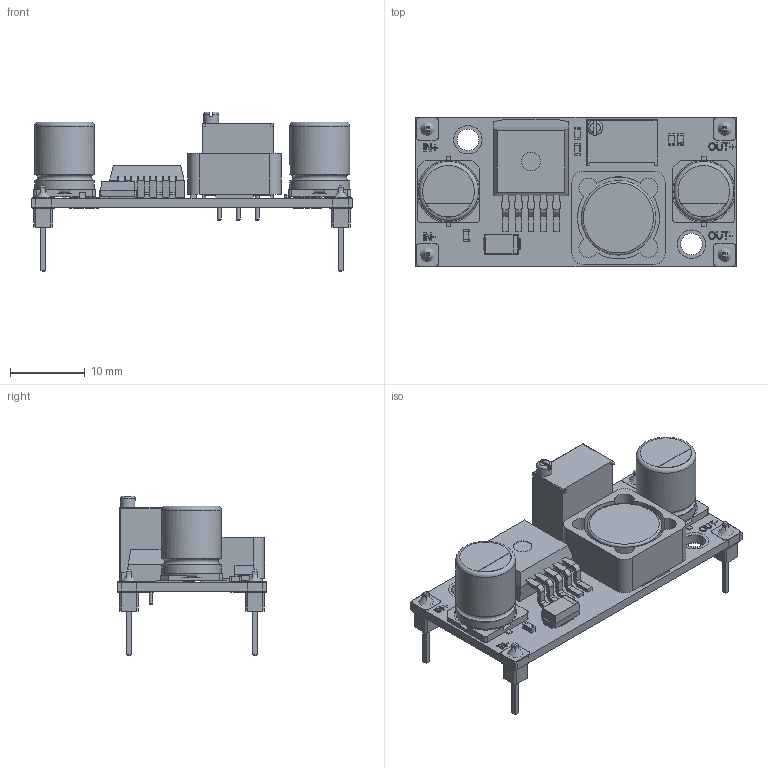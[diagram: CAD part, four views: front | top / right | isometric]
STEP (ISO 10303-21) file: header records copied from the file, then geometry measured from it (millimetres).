
FILE_DESCRIPTION(('FreeCAD Model'),'2;1');
FILE_NAME('Open CASCADE Shape Model','2025-05-27T21:00:57',(''),(''), 'Open CASCADE STEP processor 7.8','FreeCAD','Unknown');
FILE_SCHEMA(('AUTOMOTIVE_DESIGN { 1 0 10303 214 1 1 1 1 }'));
Length unit declared in the file: millimetre
Products named in the file (52): LM2596; Cone003; C_Elec_8x104; C_Elec_8x102; C_Elec_8x103; C_Elec_8x105; C_Elec_8x106; C_Elec_8x107; C_0603_1608Metric; C_0603_1608Metric001; D_SMA; CQ assembly; a648ce36-9c39-11ed-93f0-dde97e994e83; a648ce37-9c39-11ed-93f0-dde97e994e83; a648ce37-9c39-11ed-93f0-dde97e994e83_part; a648ce38-9c39-11ed-93f0-dde97e994e83; a648ce38-9c39-11ed-93f0-dde97e994e83_part; a648ce39-9c39-11ed-93f0-dde97e994e83; a648ce39-9c39-11ed-93f0-dde97e994e83_part005; a648ce39-9c39-11ed-93f0-dde97e994e83_part; a648ce39-9c39-11ed-93f0-dde97e994e83_part001; a648ce39-9c39-11ed-93f0-dde97e994e83_part002; a648ce39-9c39-11ed-93f0-dde97e994e83_part003; a648ce39-9c39-11ed-93f0-dde97e994e83_part004; R_0603_1608Metric; SRR1260; Bourns_3299W; R_0603_1608Metric001; LED_0603_1608Metric; Extrude006; Extrude007; Extrude008; Extrude009; Extrude010; Extrude011; Extrude012; Extrude013; Extrude014; Extrude015; Extrude016 ...
Assembly tree (51 placements, depth 6):
  LM2596
    Cone003
    C_Elec_8x104
      C_Elec_8x102
      C_Elec_8x103
    C_Elec_8x105
      C_Elec_8x106
      C_Elec_8x107
    C_0603_1608Metric
    C_0603_1608Metric001
    D_SMA
    CQ assembly
      a648ce36-9c39-11ed-93f0-dde97e994e83
        a648ce37-9c39-11ed-93f0-dde97e994e83
          a648ce37-9c39-11ed-93f0-dde97e994e83_part
        a648ce38-9c39-11ed-93f0-dde97e994e83
          a648ce38-9c39-11ed-93f0-dde97e994e83_part
        a648ce39-9c39-11ed-93f0-dde97e994e83
          a648ce39-9c39-11ed-93f0-dde97e994e83_part005
            a648ce39-9c39-11ed-93f0-dde97e994e83_part
            a648ce39-9c39-11ed-93f0-dde97e994e83_part001
            a648ce39-9c39-11ed-93f0-dde97e994e83_part002
            a648ce39-9c39-11ed-93f0-dde97e994e83_part003
            a648ce39-9c39-11ed-93f0-dde97e994e83_part004
    R_0603_1608Metric
    SRR1260
    Bourns_3299W
    R_0603_1608Metric001
    LED_0603_1608Metric
    Extrude006
    Extrude007
    Extrude008
    Extrude009
    Extrude010
    Extrude011
    Extrude012
    Extrude013
    Extrude014
    Extrude015
    Extrude016
    Extrude017
    Extrude018
    PinHeader_1x01_P254mm_Vertical
    PinHeader_1x01_P254mm_Vertical001
    PinHeader_1x01_P254mm_Vertical002
    PinHeader_1x01_P254mm_Vertical003
    Cone
    Cone001
    Cone002
    Cut001
    Cut002
    Cut003
Bounding box: 43 x 20 x 21.44 mm (x, y, z)
Volume: 4026.3 mm3; surface area: 5340 mm2
Topology: 77 solids, 77 shells, 1262 faces, 3168 edges, 2076 vertices
Faces by surface type: plane 855, extrusion 214, cylinder 159, bspline 14, torus 7, revolution 5, cone 4, sphere 4
Full cylindrical faces by diameter (mm): 0.02 x2, 0.51 x3, 1.4 x4, 1.5 x4, 2 x1, 2.5 x1, 2.9 x2, 3 x2, 3.8 x2, 8 x4, 10 x1
Entity records: 41014 total; most frequent: CARTESIAN_POINT 8267, ORIENTED_EDGE 6320, DIRECTION 5415, EDGE_CURVE 3160, VECTOR 2568, LINE 2354, VERTEX_POINT 2076, AXIS2_PLACEMENT_3D 1421
